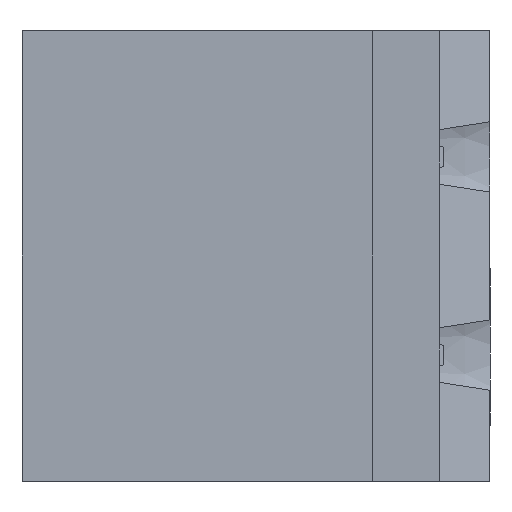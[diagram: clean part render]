
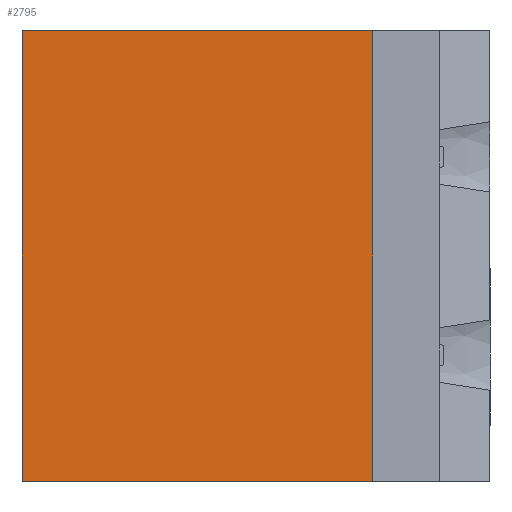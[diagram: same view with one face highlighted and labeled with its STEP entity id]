
A CAD part, left-side view. The second image highlights one B-rep face of the part: STEP entity #2795.
In plain terms, the highlighted planar face has unit normal (-1, 0, 0).
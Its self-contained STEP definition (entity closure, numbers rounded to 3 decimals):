
#141=DIRECTION('',(0.,0.,1.));
#142=VECTOR('',#141,11.56);
#143=CARTESIAN_POINT('',(-3.9,12.,-0.7));
#144=LINE('',#143,#142);
#145=DIRECTION('',(0.,-1.,0.));
#146=VECTOR('',#145,9.);
#147=CARTESIAN_POINT('',(-3.9,12.,10.86));
#148=LINE('',#147,#146);
#149=DIRECTION('',(0.,0.,-1.));
#150=VECTOR('',#149,11.56);
#151=CARTESIAN_POINT('',(-3.9,3.,10.86));
#152=LINE('',#151,#150);
#2029=DIRECTION('',(0.,-1.,0.));
#2030=VECTOR('',#2029,9.);
#2031=CARTESIAN_POINT('',(-3.9,12.,-0.7));
#2032=LINE('',#2031,#2030);
#2340=CARTESIAN_POINT('',(-3.9,12.,-0.7));
#2342=VERTEX_POINT('',#2340);
#2345=CARTESIAN_POINT('',(-3.9,3.,-0.7));
#2346=VERTEX_POINT('',#2345);
#2599=CARTESIAN_POINT('',(-3.9,12.,10.86));
#2600=VERTEX_POINT('',#2599);
#2603=CARTESIAN_POINT('',(-3.9,3.,10.86));
#2604=VERTEX_POINT('',#2603);
#2781=CARTESIAN_POINT('',(-3.9,12.,0.));
#2782=DIRECTION('',(-1.,0.,0.));
#2783=DIRECTION('',(0.,-1.,0.));
#2784=AXIS2_PLACEMENT_3D('',#2781,#2782,#2783);
#2785=PLANE('',#2784);
#2787=ORIENTED_EDGE('',*,*,#2786,.T.);
#2789=ORIENTED_EDGE('',*,*,#2788,.T.);
#2790=ORIENTED_EDGE('',*,*,#2771,.T.);
#2792=ORIENTED_EDGE('',*,*,#2791,.F.);
#2793=EDGE_LOOP('',(#2787,#2789,#2790,#2792));
#2794=FACE_OUTER_BOUND('',#2793,.F.);
#2795=ADVANCED_FACE('',(#2794),#2785,.T.);
#2771=EDGE_CURVE('',#2604,#2346,#152,.T.);
#2786=EDGE_CURVE('',#2342,#2600,#144,.T.);
#2788=EDGE_CURVE('',#2600,#2604,#148,.T.);
#2791=EDGE_CURVE('',#2342,#2346,#2032,.T.);
